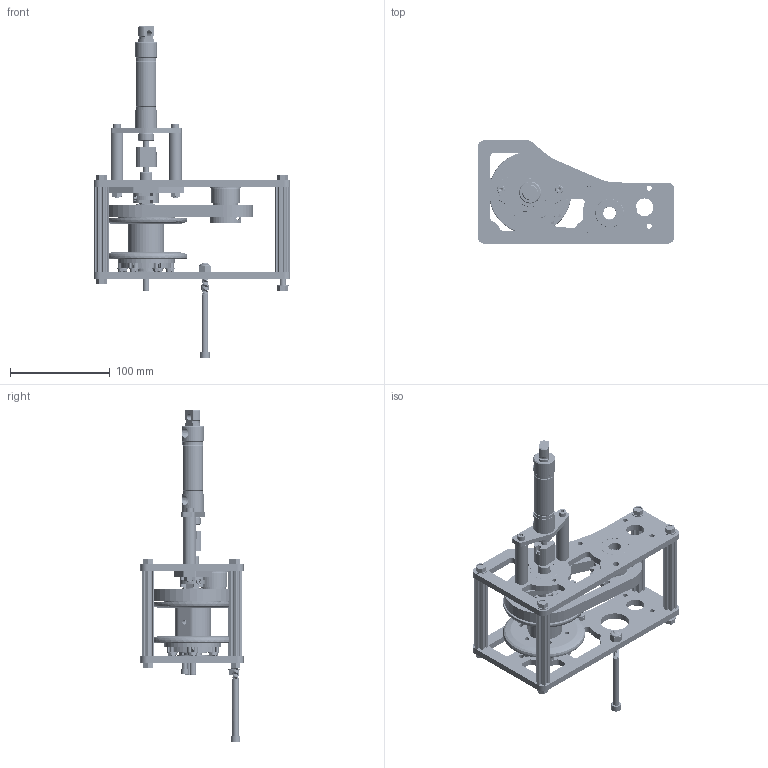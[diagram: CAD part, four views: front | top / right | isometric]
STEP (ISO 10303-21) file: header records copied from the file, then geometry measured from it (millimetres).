
FILE_DESCRIPTION (( 'STEP AP214' ), '1' );
FILE_NAME ('am-3344 AfterBurner Winch Kit.STEP', '2016-05-27T13:57:04', ( '' ), ( '' ), 'SwSTEP 2.0', 'SolidWorks 2014', '' );
FILE_SCHEMA (( 'AUTOMOTIVE_DESIGN' ));
Length unit declared in the file: inch
Products named in the file (39): am-1305 500 Hex Spacer; 1; S35-24L; am-2263 Cylinder Plate; 500EX Hex Hub; 1.867 Spacer; Belt spool; 4-40x0875_SHCS_91251A149; FR8ZZ Bearing; Dog Gear am-0020; PTO Lock out; Shift Body Plate Shaft Asm ; Hex Collar 500; PTO Winch Plate; 4-40x0250_shcs_smart; 14-20x3500 shcs_92196A555; R3 Bearing_smart; SHCS 10-32 x 0.75; am-3344 AfterBurner Winch Kit; 0.1875 e-clip_97431A280; 10-32 Nylock Nut; am-0170 Shifter Shaft Rev1; 14-20 Nylock Nut_97135A210; Shift Cap; FHTS 0.25-20-1_FHTS 0.25-20-F-1.813-C; Shift Block 2; 250x1000 dowel; 500-e-klip; 10-32 Nylock Jam Nut_90633A411; PTO Winch Shaft; SHCS 10-32 x 2.75_HX-SHCS 0.19-32x2.75x0.875-C; PTO 37 Link Winch Chain; s35-15he-500h; 0405-DP Cylinder; Churro 3375; 3; 10-24 Hex Washer Rolling x 1-2_93882A213; 5; 2
Assembly tree (67 placements, depth 3):
  am-3344 AfterBurner Winch Kit
    PTO Winch Plate  x2
    PTO Lock out
    FR8ZZ Bearing  x3
    Belt spool
    500EX Hex Hub
    S35-24L
    am-1305 500 Hex Spacer  x2
    10-24 Hex Washer Rolling x 1-2_93882A213  x12
    Churro 3375  x4
    s35-15he-500h
    PTO 37 Link Winch Chain
    PTO Winch Shaft
    500-e-klip
    Shift Body Plate Shaft Asm 
      Shift Block 2
      Shift Cap
      am-0170 Shifter Shaft Rev1
      0.1875 e-clip_97431A280
      R3 Bearing_smart
      4-40x0250_shcs_smart  x2
    Dog Gear am-0020
    4-40x0875_SHCS_91251A149
    1.867 Spacer  x2
    am-2263 Cylinder Plate
    0405-DP Cylinder
      1
      2
      5
      3
    SHCS 10-32 x 2.75_HX-SHCS 0.19-32x2.75x0.875-C  x2
    10-32 Nylock Jam Nut_90633A411  x2
    250x1000 dowel
    FHTS 0.25-20-1_FHTS 0.25-20-F-1.813-C  x8
    14-20 Nylock Nut_97135A210
    10-32 Nylock Nut
    SHCS 10-32 x 0.75
    14-20x3500 shcs_92196A555
    Hex Collar 500
Bounding box: 196.85 x 103.19 x 332.46 mm (x, y, z)
Volume: 465242.1 mm3; surface area: 240221.8 mm2
Topology: 68 solids, 68 shells, 3773 faces, 10001 edges, 6453 vertices
Faces by surface type: cylinder 1809, plane 894, cone 600, bspline 318, torus 152
Entity records: 78242 total; most frequent: CARTESIAN_POINT 26309, ORIENTED_EDGE 10796, DIRECTION 10336, EDGE_CURVE 5398, AXIS2_PLACEMENT_3D 4132, VERTEX_POINT 3468, EDGE_LOOP 2268, VECTOR 2072
